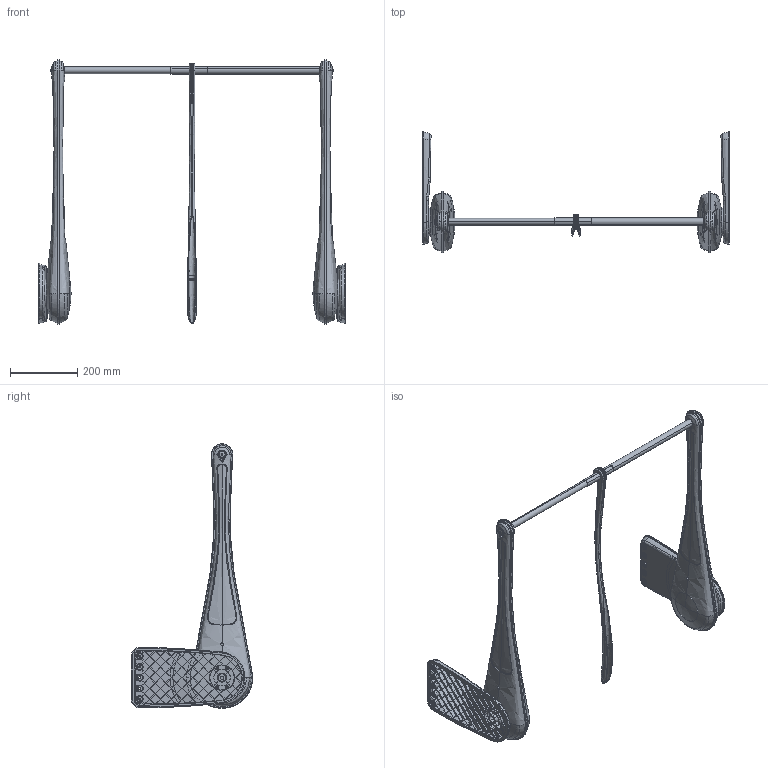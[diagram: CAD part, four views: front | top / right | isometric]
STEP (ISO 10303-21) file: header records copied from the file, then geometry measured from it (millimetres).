
FILE_DESCRIPTION (( 'STEP AP203' ), '1' );
FILE_NAME ('A - Only - SE03ME.STEP', '2017-10-19T08:49:02', ( 'Emilio' ), ( '' ), 'SwSTEP 2.0', 'SolidWorks 2016', '' );
FILE_SCHEMA (( 'CONFIG_CONTROL_DESIGN' ));
Length unit declared in the file: millimetre
Products named in the file (8): 1; 3; 4; 5; 6; Tubo ﾘ 20 x 465 - 027P01200; Tubo ﾘ 22.4 x 480 - 027P01100; A - Only - SE03ME
Assembly tree (9 placements, depth 2):
  A - Only - SE03ME
    1
    3
    4  x2
    5  x2
    6
    Tubo ﾘ 20 x 465 - 027P01200
    Tubo ﾘ 22.4 x 480 - 027P01100
Bounding box: 912.95 x 360.91 x 787.27 mm (x, y, z)
Volume: 6490745.3 mm3; surface area: 1051482.5 mm2
Topology: 9 solids, 9 shells, 1998 faces, 5256 edges, 3395 vertices
Faces by surface type: plane 1144, bspline 395, cylinder 306, cone 97, torus 56
Entity records: 95712 total; most frequent: CARTESIAN_POINT 70882, ORIENTED_EDGE 5550, DIRECTION 4107, EDGE_CURVE 2775, VERTEX_POINT 1794, VECTOR 1385, LINE 1385, AXIS2_PLACEMENT_3D 1361
